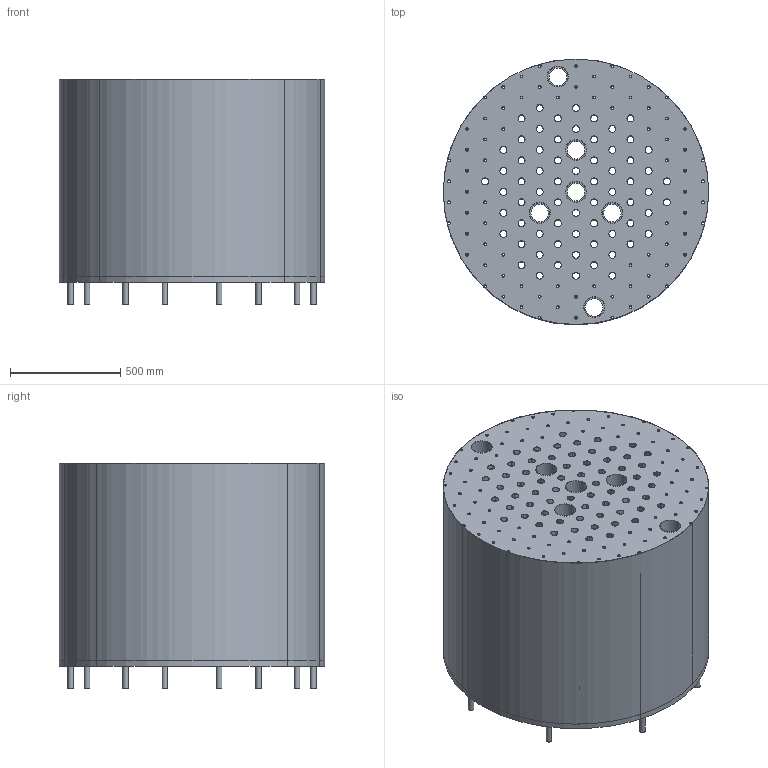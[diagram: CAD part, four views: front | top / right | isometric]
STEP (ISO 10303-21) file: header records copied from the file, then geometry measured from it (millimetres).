
FILE_DESCRIPTION(/* description */ ('STEP AP214'),/* implementation_level */ '2;1');
FILE_NAME(/* name */ '6142fdc87cc70d0763a7d928',/* time_stamp */ '2021-09-16T08:18:17+00:00',/* author */ (''),/* organization */ (''),/* preprocessor_version */ 'ST-DEVELOPER v18.1',/* originating_system */ ' ',/* authorisation */ ' ');
FILE_SCHEMA (('AUTOMOTIVE_DESIGN {1 0 10303 214 3 1 1}'));
Length unit declared in the file: metre
Products named in the file (1): core_metal
Bounding box: 1206.5 x 1206.5 x 1023.87 mm (x, y, z)
Volume: 34777657.2 mm3; surface area: 20013047.7 mm2
Topology: 1 solids, 1 shells, 336 faces, 962 edges, 644 vertices
Faces by surface type: cylinder 318, plane 18
Full cylindrical faces by diameter (mm): 11.684 x79, 12.7 x79, 25.4 x8, 31.75 x132, 79.756 x6, 92.761 x6, 95.25 x6, 1204.913 x1, 1206.5 x1
Entity records: 10958 total; most frequent: DIRECTION 1946, CARTESIAN_POINT 1609, ORIENTED_EDGE 1272, EDGE_LOOP 1272, FACE_BOUND 1272, AXIS2_PLACEMENT_3D 973, EDGE_CURVE 636, VERTEX_POINT 636
